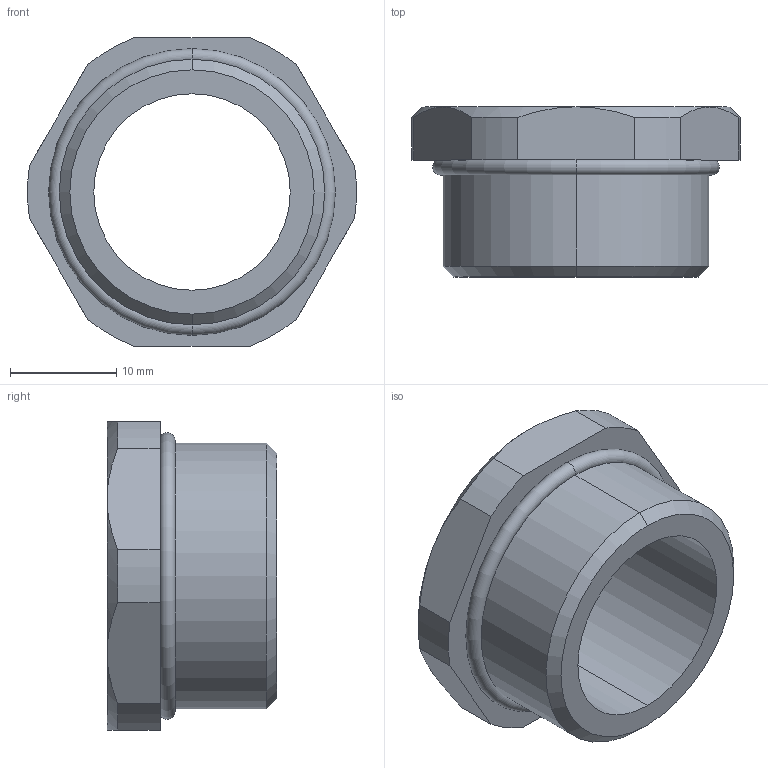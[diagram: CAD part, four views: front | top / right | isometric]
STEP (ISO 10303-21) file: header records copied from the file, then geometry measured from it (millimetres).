
FILE_DESCRIPTION (( 'STEP AP203' ), '1' );
FILE_NAME ('WNSCP-M25M20.STP', '2017-10-21T10:41:56', ( '微软用户' ), ( '微软中国' ), 'SwSTEP 2.0', 'SolidWorks 2012', '' );
FILE_SCHEMA (( 'CONFIG_CONTROL_DESIGN' ));
Length unit declared in the file: millimetre
Products named in the file (1): WNSCP-M25M20
Bounding box: 30.95 x 16 x 29 mm (x, y, z)
Volume: 4690.7 mm3; surface area: 3105.7 mm2
Topology: 1 solids, 1 shells, 29 faces, 68 edges, 42 vertices
Faces by surface type: cylinder 10, plane 9, cone 8, torus 2
Entity records: 951 total; most frequent: CARTESIAN_POINT 200, DIRECTION 148, ORIENTED_EDGE 136, EDGE_CURVE 68, AXIS2_PLACEMENT_3D 62, VERTEX_POINT 42, CIRCLE 32, EDGE_LOOP 32
